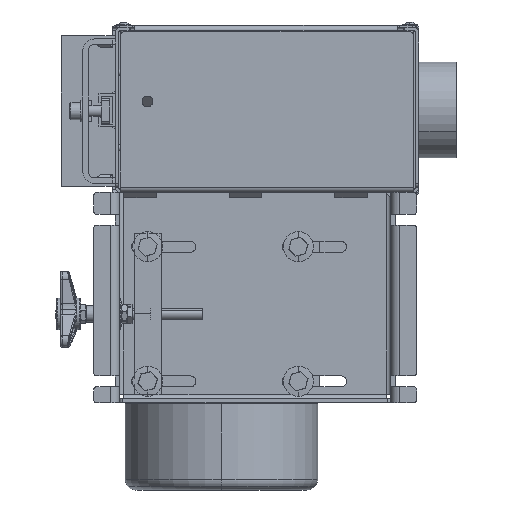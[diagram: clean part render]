
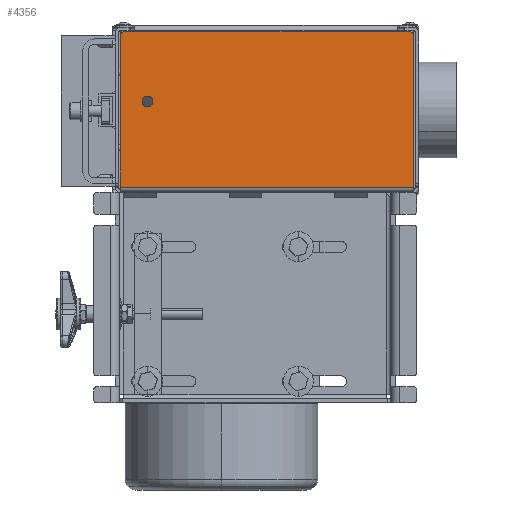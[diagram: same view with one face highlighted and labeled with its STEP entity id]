
A CAD part, front view. The second image highlights one B-rep face of the part: STEP entity #4356.
In plain terms, the highlighted planar face has unit normal (0, -1, 0).
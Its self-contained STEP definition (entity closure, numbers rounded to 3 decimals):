
#1934=DIRECTION('',(-1.,0.,0.));
#1935=VECTOR('',#1934,272.16);
#1936=CARTESIAN_POINT('',(103.86,-43.916,200.42));
#1937=LINE('',#1936,#1935);
#1948=CARTESIAN_POINT('',(100.86,-43.916,341.5));
#1949=DIRECTION('',(0.,-1.,0.));
#1950=DIRECTION('',(1.,0.,0.));
#1951=AXIS2_PLACEMENT_3D('',#1948,#1949,#1950);
#1956=DIRECTION('',(0.,0.,1.));
#1957=VECTOR('',#1956,141.08);
#1958=CARTESIAN_POINT('',(103.86,-43.916,200.42));
#1959=LINE('',#1958,#1957);
#1963=DIRECTION('',(0.,0.,-1.));
#1964=VECTOR('',#1963,141.08);
#1965=CARTESIAN_POINT('',(-168.3,-43.916,341.5));
#1966=LINE('',#1965,#1964);
#1970=CARTESIAN_POINT('',(-165.3,-43.916,341.5));
#1971=DIRECTION('',(0.,-1.,0.));
#1972=DIRECTION('',(0.,0.,1.));
#1973=AXIS2_PLACEMENT_3D('',#1970,#1971,#1972);
#1978=DIRECTION('',(-1.,0.,0.));
#1979=VECTOR('',#1978,266.16);
#1980=CARTESIAN_POINT('',(100.86,-43.916,344.5));
#1981=LINE('',#1980,#1979);
#1985=CARTESIAN_POINT('',(-143.22,-43.916,280.));
#1986=DIRECTION('',(0.,1.,0.));
#1987=DIRECTION('',(1.,0.,0.));
#1988=AXIS2_PLACEMENT_3D('',#1985,#1986,#1987);
#1993=CARTESIAN_POINT('',(-143.22,-43.916,280.));
#1994=DIRECTION('',(0.,1.,0.));
#1995=DIRECTION('',(-1.,0.,0.));
#1996=AXIS2_PLACEMENT_3D('',#1993,#1994,#1995);
#3696=CARTESIAN_POINT('',(-168.3,-43.916,200.42));
#3697=VERTEX_POINT('',#3696);
#3698=CARTESIAN_POINT('',(-168.3,-43.916,341.5));
#3699=VERTEX_POINT('',#3698);
#3704=CARTESIAN_POINT('',(103.86,-43.916,341.5));
#3705=VERTEX_POINT('',#3704);
#3706=CARTESIAN_POINT('',(103.86,-43.916,200.42));
#3707=VERTEX_POINT('',#3706);
#3804=CARTESIAN_POINT('',(100.86,-43.916,344.5));
#3805=VERTEX_POINT('',#3804);
#3806=CARTESIAN_POINT('',(-165.3,-43.916,344.5));
#3807=VERTEX_POINT('',#3806);
#3987=CARTESIAN_POINT('',(-148.22,-43.916,280.));
#3989=VERTEX_POINT('',#3987);
#3991=CARTESIAN_POINT('',(-138.22,-43.916,280.));
#3993=VERTEX_POINT('',#3991);
#4333=CARTESIAN_POINT('',(-32.22,-43.916,271.5));
#4334=DIRECTION('',(0.,1.,0.));
#4335=DIRECTION('',(0.,0.,1.));
#4336=AXIS2_PLACEMENT_3D('',#4333,#4334,#4335);
#4337=PLANE('',#4336);
#4339=ORIENTED_EDGE('',*,*,#4338,.F.);
#4341=ORIENTED_EDGE('',*,*,#4340,.F.);
#4342=ORIENTED_EDGE('',*,*,#4317,.T.);
#4343=ORIENTED_EDGE('',*,*,#4076,.F.);
#4345=ORIENTED_EDGE('',*,*,#4344,.F.);
#4347=ORIENTED_EDGE('',*,*,#4346,.F.);
#4348=EDGE_LOOP('',(#4339,#4341,#4342,#4343,#4345,#4347));
#4349=FACE_OUTER_BOUND('',#4348,.F.);
#4351=ORIENTED_EDGE('',*,*,#4350,.F.);
#4353=ORIENTED_EDGE('',*,*,#4352,.F.);
#4354=EDGE_LOOP('',(#4351,#4353));
#4355=FACE_BOUND('',#4354,.F.);
#1952=CIRCLE('',#1951,3.);
#1974=CIRCLE('',#1973,3.);
#1989=CIRCLE('',#1988,5.);
#1997=CIRCLE('',#1996,5.);
#4076=EDGE_CURVE('',#3699,#3697,#1966,.T.);
#4317=EDGE_CURVE('',#3707,#3697,#1937,.T.);
#4338=EDGE_CURVE('',#3705,#3805,#1952,.T.);
#4340=EDGE_CURVE('',#3707,#3705,#1959,.T.);
#4344=EDGE_CURVE('',#3807,#3699,#1974,.T.);
#4346=EDGE_CURVE('',#3805,#3807,#1981,.T.);
#4350=EDGE_CURVE('',#3993,#3989,#1989,.T.);
#4352=EDGE_CURVE('',#3989,#3993,#1997,.T.);
#4356=ADVANCED_FACE('',(#4349,#4355),#4337,.F.);
